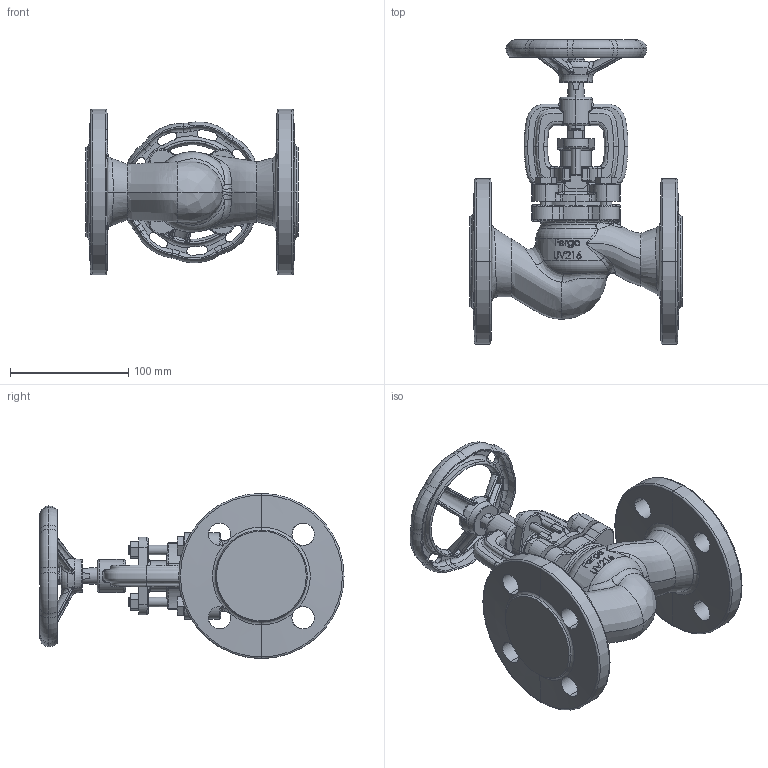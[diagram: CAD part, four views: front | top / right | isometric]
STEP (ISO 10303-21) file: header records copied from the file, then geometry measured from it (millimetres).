
FILE_DESCRIPTION (( 'STEP AP214' ), '1' );
FILE_NAME ('UV216-DN32-PN25-Absperrventil-Handhebel-Fergo.STEP', '2022-10-31T14:07:07', ( '' ), ( '' ), 'SwSTEP 2.0', 'SolidWorks 2022', '' );
FILE_SCHEMA (( 'AUTOMOTIVE_DESIGN' ));
Products named in the file (1): UV216-DN32-PN25-Absperrventil-Handhebel-Fergo
Bounding box: 180 x 257.48 x 140 mm (x, y, z)
Volume: 1157816.4 mm3; surface area: 170471.5 mm2
Topology: 1 solids, 1 shells, 1043 faces, 2978 edges, 1889 vertices
Faces by surface type: bspline 321, cylinder 281, plane 207, torus 120, cone 90, sphere 24
Entity records: 129968 total; most frequent: CARTESIAN_POINT 106891, ORIENTED_EDGE 5860, DIRECTION 3353, EDGE_CURVE 2930, VERTEX_POINT 1889, B_SPLINE_CURVE_WITH_KNOTS 1521, AXIS2_PLACEMENT_3D 1378, EDGE_LOOP 1103
